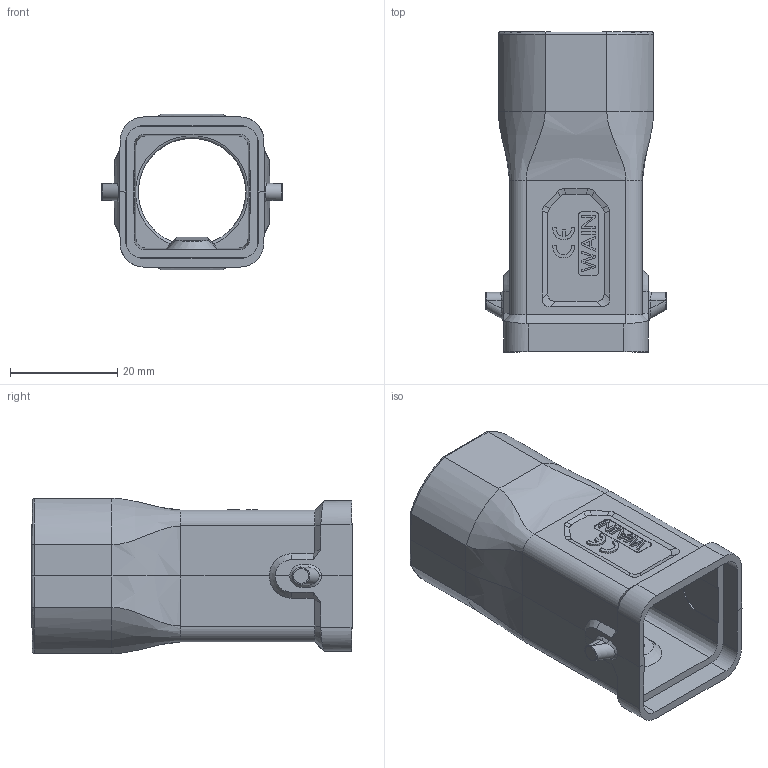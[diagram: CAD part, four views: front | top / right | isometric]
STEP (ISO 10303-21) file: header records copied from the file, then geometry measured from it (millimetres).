
FILE_DESCRIPTION((''),'2;1');
FILE_NAME('MANIFOLD_SOLID_BREP_7832','2024-01-12T',('lj.zou'),(''),'PRO/ENGINEER BY PARAMETRIC TECHNOLOGY CORPORATION, 2012480','PRO/ENGINEER BY PARAMETRIC TECHNOLOGY CORPORATION, 2012480','');
FILE_SCHEMA(('CONFIG_CONTROL_DESIGN'));
Length unit declared in the file: millimetre
Products named in the file (1): MANIFOLD_SOLID_BREP_7832
Bounding box: 33.7 x 59.85 x 29 mm (x, y, z)
Volume: 13118.1 mm3; surface area: 11424.9 mm2
Topology: 1 solids, 1 shells, 237 faces, 638 edges, 412 vertices
Faces by surface type: plane 134, cylinder 48, bspline 22, cone 19, torus 7, extrusion 7
Entity records: 8606 total; most frequent: CARTESIAN_POINT 2897, ORIENTED_EDGE 1276, DIRECTION 1009, EDGE_CURVE 638, VECTOR 417, VERTEX_POINT 412, LINE 410, AXIS2_PLACEMENT_3D 296
